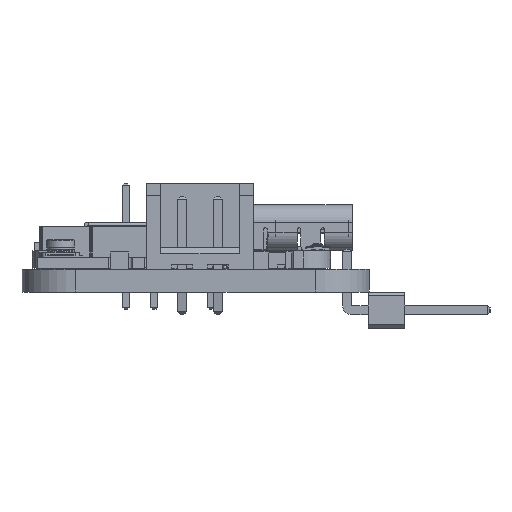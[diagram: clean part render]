
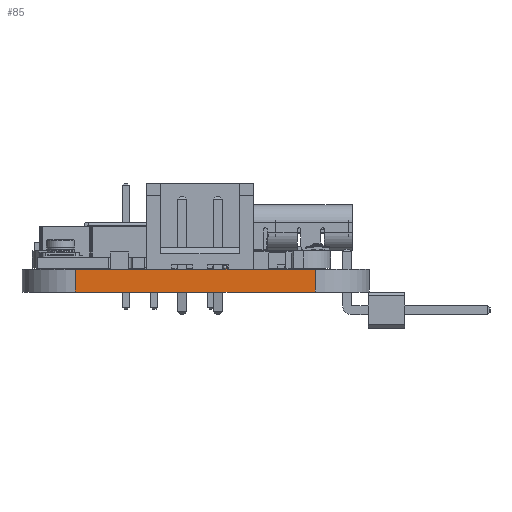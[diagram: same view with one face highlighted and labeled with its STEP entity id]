
A CAD part, left-side view. The second image highlights one B-rep face of the part: STEP entity #85.
In plain terms, the highlighted planar face has unit normal (-1, 0, 0).
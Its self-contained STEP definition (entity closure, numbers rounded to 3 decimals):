
#47 = EDGE_CURVE('',#48,#50,#52,.T.);
#48 = VERTEX_POINT('',#49);
#49 = CARTESIAN_POINT('',(-9.42,19.075,0.));
#50 = VERTEX_POINT('',#51);
#51 = CARTESIAN_POINT('',(-9.42,19.075,-1.606));
#52 = LINE('',#53,#54);
#53 = CARTESIAN_POINT('',(-9.42,19.075,0.));
#54 = VECTOR('',#55,1.);
#55 = DIRECTION('',(0.,0.,-1.));
#85 = ADVANCED_FACE('',(#86),#111,.T.);
#86 = FACE_BOUND('',#87,.T.);
#87 = EDGE_LOOP('',(#88,#89,#97,#105));
#88 = ORIENTED_EDGE('',*,*,#47,.T.);
#89 = ORIENTED_EDGE('',*,*,#90,.T.);
#90 = EDGE_CURVE('',#50,#91,#93,.T.);
#91 = VERTEX_POINT('',#92);
#92 = CARTESIAN_POINT('',(-9.42,2.225,-1.606));
#93 = LINE('',#94,#95);
#94 = CARTESIAN_POINT('',(-9.42,19.075,-1.606));
#95 = VECTOR('',#96,1.);
#96 = DIRECTION('',(0.,-1.,0.));
#97 = ORIENTED_EDGE('',*,*,#98,.F.);
#98 = EDGE_CURVE('',#99,#91,#101,.T.);
#99 = VERTEX_POINT('',#100);
#100 = CARTESIAN_POINT('',(-9.42,2.225,0.));
#101 = LINE('',#102,#103);
#102 = CARTESIAN_POINT('',(-9.42,2.225,0.));
#103 = VECTOR('',#104,1.);
#104 = DIRECTION('',(0.,0.,-1.));
#105 = ORIENTED_EDGE('',*,*,#106,.F.);
#106 = EDGE_CURVE('',#48,#99,#107,.T.);
#107 = LINE('',#108,#109);
#108 = CARTESIAN_POINT('',(-9.42,19.075,0.));
#109 = VECTOR('',#110,1.);
#110 = DIRECTION('',(0.,-1.,0.));
#111 = PLANE('',#112);
#112 = AXIS2_PLACEMENT_3D('',#113,#114,#115);
#113 = CARTESIAN_POINT('',(-9.42,19.075,0.));
#114 = DIRECTION('',(-1.,-0.,-0.));
#115 = DIRECTION('',(0.,-1.,0.));
